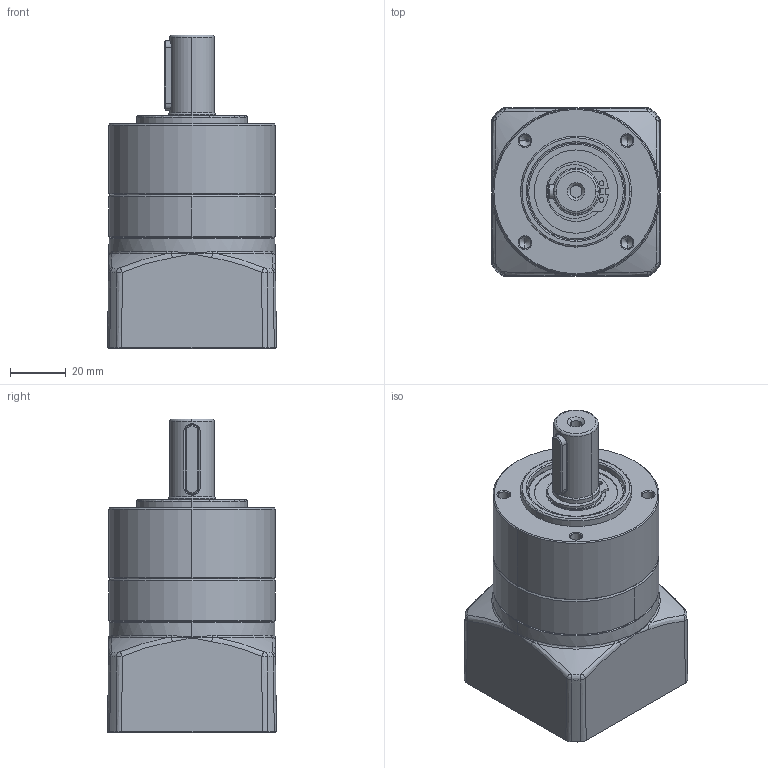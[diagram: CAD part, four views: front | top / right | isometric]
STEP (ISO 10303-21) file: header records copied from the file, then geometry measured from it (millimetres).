
FILE_DESCRIPTION (( 'STEP AP214' ), '1' );
FILE_NAME ('FE-060-L1-P2-¦µ14-¦µ50-¦µ70-M5-32-C16.STEP', '2024-01-04T02:07:42', ( 'admin' ), ( '' ), 'SwSTEP 2.0', 'SolidWorks 2013', '' );
FILE_SCHEMA (( 'AUTOMOTIVE_DESIGN' ));
Length unit declared in the file: millimetre
Products named in the file (10): 怀堤俴陎殤FE060-16; 单边锁输入轴FE060-14（带螺丝）; 镂空输入法兰FE060-50X40XM5; M4樓粟菜; 6003-2RZ粣創; A倰す瑩5X25; 怀堤粣縐銅17; 怀堤傷褲极FE060; 内齿圈FE060-D108; FE-060-L1-P2-朴14-朴50-朴70-M5-32-C16
Assembly tree (14 placements, depth 2):
  FE-060-L1-P2-朴14-朴50-朴70-M5-32-C16
    内齿圈FE060-D108
    怀堤傷褲极FE060
    怀堤粣縐銅17
    A倰す瑩5X25
    6003-2RZ粣創
    M4樓粟菜  x6
    镂空输入法兰FE060-50X40XM5
    单边锁输入轴FE060-14（带螺丝）
    怀堤俴陎殤FE060-16
Bounding box: 60.83 x 60.83 x 113 mm (x, y, z)
Volume: 210937.4 mm3; surface area: 61654.8 mm2
Topology: 9 solids, 21 shells, 720 faces, 1767 edges, 1093 vertices
Faces by surface type: cylinder 218, plane 178, bspline 172, cone 146, torus 6
Entity records: 28301 total; most frequent: CARTESIAN_POINT 15493, ORIENTED_EDGE 2748, DIRECTION 2376, EDGE_CURVE 1377, AXIS2_PLACEMENT_3D 991, VERTEX_POINT 858, EDGE_LOOP 638, FACE_OUTER_BOUND 570
